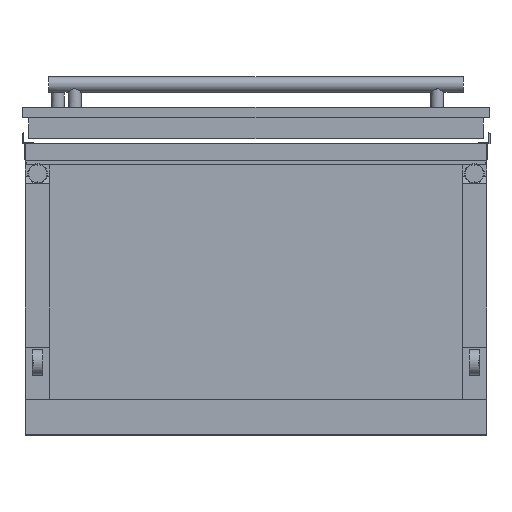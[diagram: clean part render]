
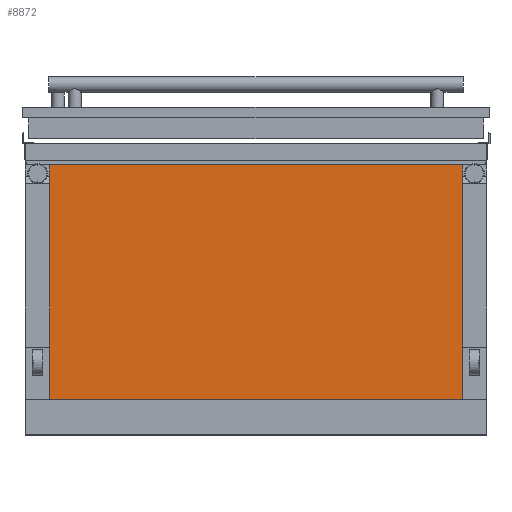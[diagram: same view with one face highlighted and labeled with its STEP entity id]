
A CAD part, front view. The second image highlights one B-rep face of the part: STEP entity #8872.
In plain terms, the highlighted planar face has unit normal (0, -1, 0).
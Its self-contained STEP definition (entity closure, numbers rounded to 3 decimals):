
#166 = AXIS2_PLACEMENT_3D ( 'NONE', #2334, #12646, #10699 ) ;
#220 = PLANE ( 'NONE',  #166 ) ;
#763 = VECTOR ( 'NONE', #7093, 1000. ) ;
#1289 = EDGE_CURVE ( 'NONE', #9985, #9698, #10939, .T. ) ;
#1362 = EDGE_CURVE ( 'NONE', #13102, #4401, #1441, .T. ) ;
#1441 = LINE ( 'NONE', #6023, #5630 ) ;
#1972 = CARTESIAN_POINT ( 'NONE',  ( -443., -990.85, -210.4 ) ) ;
#2334 = CARTESIAN_POINT ( 'NONE',  ( -396., -990.85, -280. ) ) ;
#2856 = VECTOR ( 'NONE', #10139, 1000. ) ;
#3744 = ORIENTED_EDGE ( 'NONE', *, *, #11367, .T. ) ;
#3977 = CARTESIAN_POINT ( 'NONE',  ( -396., -990.85, 240. ) ) ;
#4401 = VERTEX_POINT ( 'NONE', #3977 ) ;
#4725 = EDGE_LOOP ( 'NONE', ( #3744, #9544, #12755, #11101 ) ) ;
#5033 = DIRECTION ( 'NONE',  ( -1., 0., 0. ) ) ;
#5282 = FACE_OUTER_BOUND ( 'NONE', #4725, .T. ) ;
#5630 = VECTOR ( 'NONE', #5033, 1000. ) ;
#5707 = CARTESIAN_POINT ( 'NONE',  ( -396., -990.85, -210.4 ) ) ;
#6023 = CARTESIAN_POINT ( 'NONE',  ( -396., -990.85, 240. ) ) ;
#6037 = CARTESIAN_POINT ( 'NONE',  ( -396., -990.85, -280. ) ) ;
#6823 = CARTESIAN_POINT ( 'NONE',  ( 396., -990.85, -280. ) ) ;
#7093 = DIRECTION ( 'NONE',  ( -1., 0., 0. ) ) ;
#7212 = VECTOR ( 'NONE', #10874, 1000. ) ;
#8872 = ADVANCED_FACE ( 'NONE', ( #5282 ), #220, .F. ) ;
#9429 = EDGE_CURVE ( 'NONE', #9698, #4401, #11533, .T. ) ;
#9544 = ORIENTED_EDGE ( 'NONE', *, *, #1362, .T. ) ;
#9698 = VERTEX_POINT ( 'NONE', #5707 ) ;
#9972 = LINE ( 'NONE', #6823, #7212 ) ;
#9985 = VERTEX_POINT ( 'NONE', #12317 ) ;
#10139 = DIRECTION ( 'NONE',  ( 0., 0., 1. ) ) ;
#10699 = DIRECTION ( 'NONE',  ( 0., 0., 1. ) ) ;
#10874 = DIRECTION ( 'NONE',  ( 0., 0., 1. ) ) ;
#10939 = LINE ( 'NONE', #1972, #763 ) ;
#11101 = ORIENTED_EDGE ( 'NONE', *, *, #1289, .F. ) ;
#11367 = EDGE_CURVE ( 'NONE', #9985, #13102, #9972, .T. ) ;
#11533 = LINE ( 'NONE', #6037, #2856 ) ;
#12203 = CARTESIAN_POINT ( 'NONE',  ( 396., -990.85, 240. ) ) ;
#12317 = CARTESIAN_POINT ( 'NONE',  ( 396., -990.85, -210.4 ) ) ;
#12646 = DIRECTION ( 'NONE',  ( 0., 1., 0. ) ) ;
#12755 = ORIENTED_EDGE ( 'NONE', *, *, #9429, .F. ) ;
#13102 = VERTEX_POINT ( 'NONE', #12203 ) ;
